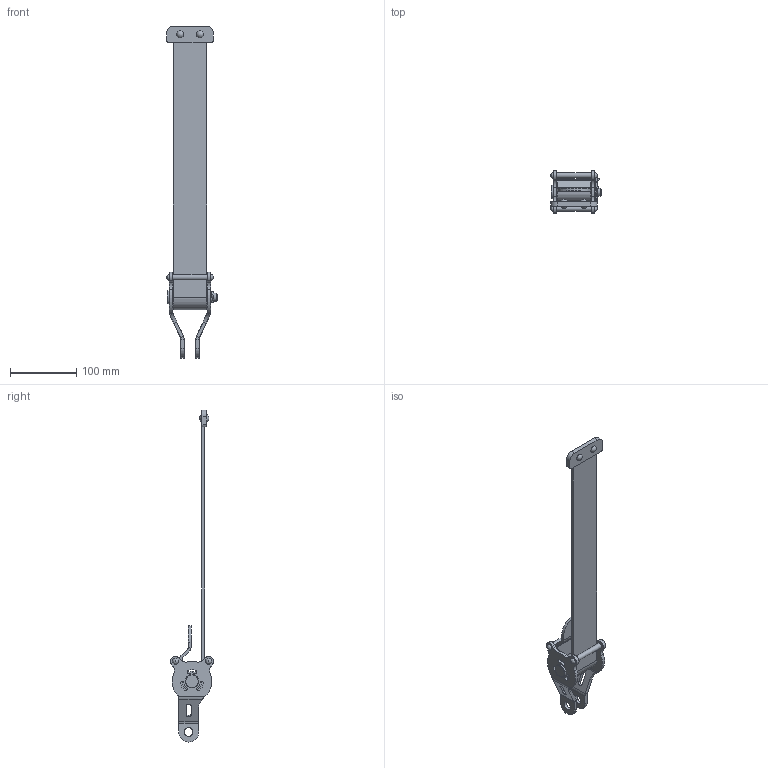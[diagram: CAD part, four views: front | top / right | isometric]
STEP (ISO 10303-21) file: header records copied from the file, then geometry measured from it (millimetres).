
FILE_DESCRIPTION(/* description */ ('PLEASE STATE GENERIC DESCRIPTION'),/* implementation_level */ '2;1');
FILE_NAME(/* name */ '198-ATN8R-4.stp',/* time_stamp */ '2016-02-09T17:42:19+00:00',/* author */ ('jslaven'),/* organization */ (''),/* preprocessor_version */ 'ST-DEVELOPER v15.2',/* originating_system */ 'Autodesk Inventor 2014',/* authorisation */ '');
FILE_SCHEMA (('CONFIG_CONTROL_DESIGN'));
Length unit declared in the file: millimetre
Products named in the file (1): Part35
Bounding box: 76.1 x 65 x 500.23 mm (x, y, z)
Volume: 206944.8 mm3; surface area: 96611.6 mm2
Topology: 2 solids, 6 shells, 208 faces, 496 edges, 318 vertices
Faces by surface type: cylinder 98, plane 88, bspline 10, torus 6, sphere 4, cone 2
Full cylindrical faces by diameter (mm): 1.829 x3, 3 x1, 6 x6, 6.4 x6, 8 x2, 12 x1, 12.5 x3, 13 x2, 14 x1, 20 x1
Entity records: 7272 total; most frequent: CARTESIAN_POINT 2223, DIRECTION 1042, ORIENTED_EDGE 894, EDGE_CURVE 447, AXIS2_PLACEMENT_3D 416, VERTEX_POINT 303, EDGE_LOOP 298, CIRCLE 217
